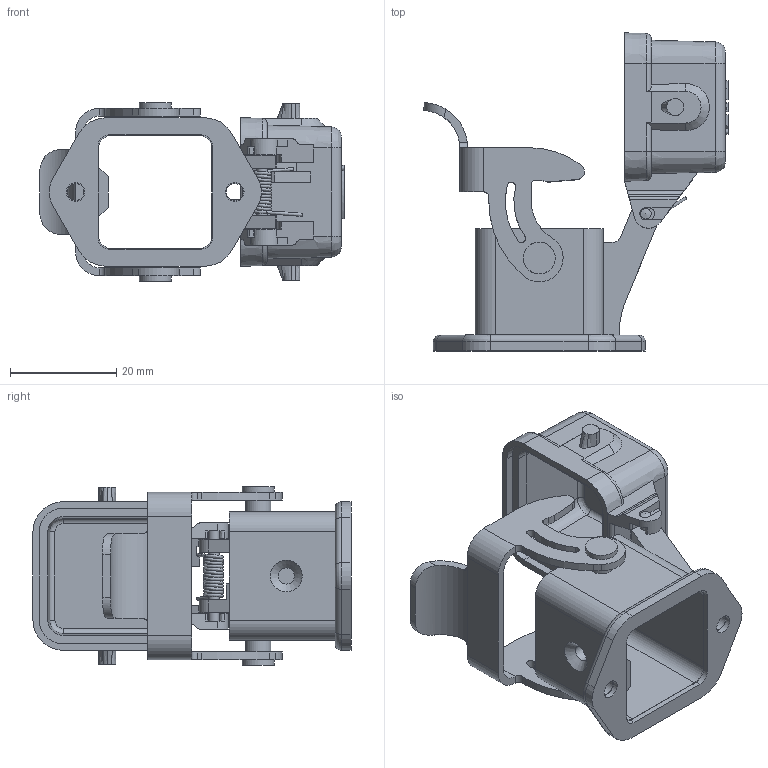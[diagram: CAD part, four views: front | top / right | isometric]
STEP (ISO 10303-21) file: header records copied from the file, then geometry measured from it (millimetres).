
FILE_DESCRIPTION(/* description */ (''),/* implementation_level */ '2;1');
FILE_NAME(/* name */ '100208832ugm000_d.stp',/* time_stamp */ '2018-09-05T09:33:58+02:00',/* author */ (''),/* organization */ (''),/* preprocessor_version */ 'ST-DEVELOPER v16.7',/* originating_system */ 'SIEMENS PLM Software NX 12.0',/* authorisation */ '');
FILE_SCHEMA (('AUTOMOTIVE_DESIGN { 1 0 10303 214 3 1 1 1 }'));
Length unit declared in the file: millimetre
Products named in the file (1): 100208832ugm000_d
Bounding box: 57.36 x 59.95 x 33.6 mm (x, y, z)
Volume: 10478 mm3; surface area: 13812.8 mm2
Topology: 3 solids, 3 shells, 566 faces, 1567 edges, 1033 vertices
Faces by surface type: plane 382, cylinder 123, bspline 39, cone 18, extrusion 4
Full cylindrical faces by diameter (mm): 0.753 x1, 0.986 x1, 2 x3, 3.05 x1, 3.2 x2, 3.5 x2, 4.8 x2, 5 x2, 6 x2
Entity records: 23958 total; most frequent: CARTESIAN_POINT 6180, ORIENTED_EDGE 3066, DIRECTION 2800, EDGE_CURVE 1533, VECTOR 1176, LINE 1172, VERTEX_POINT 1021, AXIS2_PLACEMENT_3D 812
